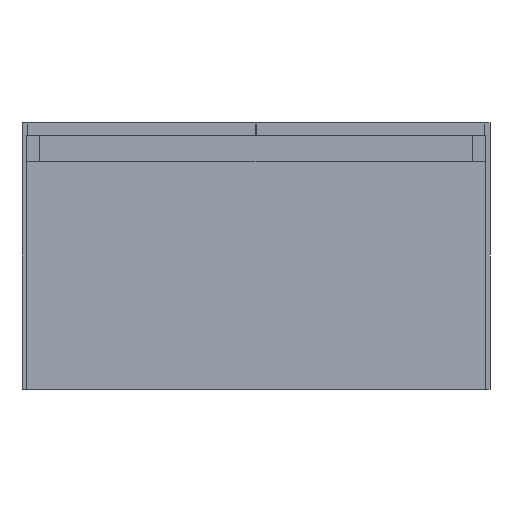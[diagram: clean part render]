
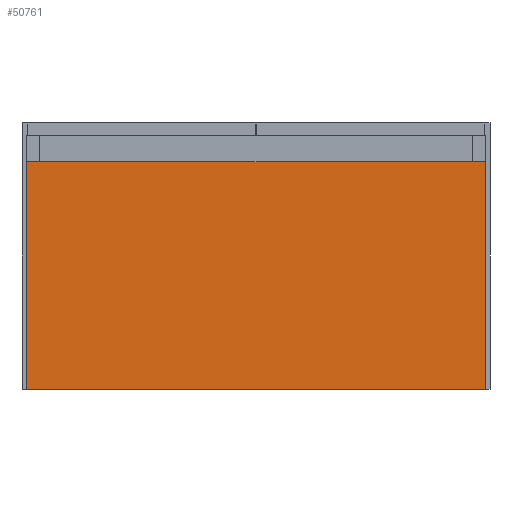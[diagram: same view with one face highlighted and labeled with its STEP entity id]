
A CAD part, front view. The second image highlights one B-rep face of the part: STEP entity #50761.
In plain terms, the highlighted planar face has unit normal (0, -1, 0).
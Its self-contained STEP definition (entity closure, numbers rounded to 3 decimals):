
#1236 = EDGE_CURVE ( 'NONE', #56436, #61751, #26747, .T. ) ;
#1449 = VECTOR ( 'NONE', #27828, 1000. ) ;
#1526 = DIRECTION ( 'NONE',  ( 1., 0., 0. ) ) ;
#4199 = VECTOR ( 'NONE', #15706, 1000. ) ;
#4907 = LINE ( 'NONE', #66921, #66243 ) ;
#10729 = CARTESIAN_POINT ( 'NONE',  ( 294., -490.1, 0. ) ) ;
#11176 = VECTOR ( 'NONE', #18668, 1000. ) ;
#15192 = LINE ( 'NONE', #59398, #1449 ) ;
#15535 = EDGE_CURVE ( 'NONE', #58871, #59590, #4907, .T. ) ;
#15706 = DIRECTION ( 'NONE',  ( -1., 0., 0. ) ) ;
#18668 = DIRECTION ( 'NONE',  ( 0., 0., -1. ) ) ;
#20481 = AXIS2_PLACEMENT_3D ( 'NONE', #42814, #63756, #1526 ) ;
#26747 = LINE ( 'NONE', #10729, #4199 ) ;
#27809 = EDGE_LOOP ( 'NONE', ( #47440, #37472, #63398, #55473 ) ) ;
#27828 = DIRECTION ( 'NONE',  ( 0., 0., -1. ) ) ;
#30010 = FACE_OUTER_BOUND ( 'NONE', #27809, .T. ) ;
#35097 = EDGE_CURVE ( 'NONE', #58871, #56436, #60353, .T. ) ;
#36278 = DIRECTION ( 'NONE',  ( -1., 0., 0. ) ) ;
#36853 = EDGE_CURVE ( 'NONE', #59590, #61751, #15192, .T. ) ;
#37472 = ORIENTED_EDGE ( 'NONE', *, *, #15535, .T. ) ;
#42814 = CARTESIAN_POINT ( 'NONE',  ( 294., -490.1, 937.543 ) ) ;
#47440 = ORIENTED_EDGE ( 'NONE', *, *, #35097, .F. ) ;
#50761 = ADVANCED_FACE ( 'NONE', ( #30010 ), #63532, .T. ) ;
#54517 = CARTESIAN_POINT ( 'NONE',  ( 294., -490.1, 937.543 ) ) ;
#55473 = ORIENTED_EDGE ( 'NONE', *, *, #1236, .F. ) ;
#56436 = VERTEX_POINT ( 'NONE', #59759 ) ;
#56809 = CARTESIAN_POINT ( 'NONE',  ( -294., -490.1, 0. ) ) ;
#58871 = VERTEX_POINT ( 'NONE', #63815 ) ;
#59398 = CARTESIAN_POINT ( 'NONE',  ( -294., -490.1, 937.543 ) ) ;
#59590 = VERTEX_POINT ( 'NONE', #65391 ) ;
#59759 = CARTESIAN_POINT ( 'NONE',  ( 294., -490.1, 0. ) ) ;
#60353 = LINE ( 'NONE', #54517, #11176 ) ;
#61751 = VERTEX_POINT ( 'NONE', #56809 ) ;
#63398 = ORIENTED_EDGE ( 'NONE', *, *, #36853, .T. ) ;
#63532 = PLANE ( 'NONE',  #20481 ) ;
#63756 = DIRECTION ( 'NONE',  ( 0., -1., 0. ) ) ;
#63815 = CARTESIAN_POINT ( 'NONE',  ( 294., -490.1, 291.1 ) ) ;
#65391 = CARTESIAN_POINT ( 'NONE',  ( -294., -490.1, 291.1 ) ) ;
#66243 = VECTOR ( 'NONE', #36278, 1000. ) ;
#66921 = CARTESIAN_POINT ( 'NONE',  ( 294., -490.1, 291.1 ) ) ;
